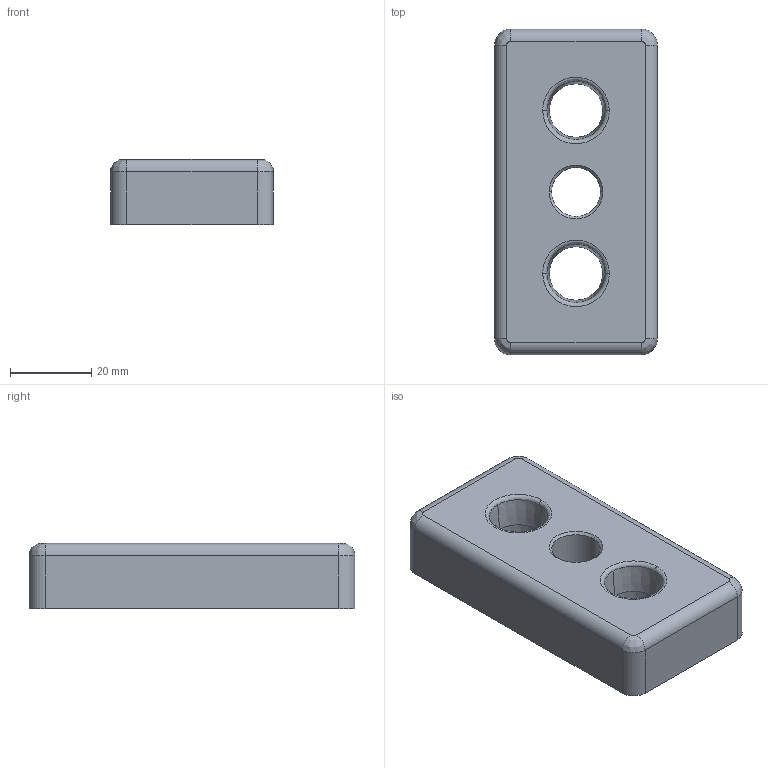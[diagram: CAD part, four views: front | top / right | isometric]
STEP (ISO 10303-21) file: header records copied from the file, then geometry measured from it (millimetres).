
FILE_DESCRIPTION (( 'STEP AP214' ), '1' );
FILE_NAME ('093t40801412s.STEP', '2014-09-05T11:16:07', ( '' ), ( '' ), 'SwSTEP 2.0', 'SolidWorks 2014', '' );
FILE_SCHEMA (( 'AUTOMOTIVE_DESIGN' ));
Length unit declared in the file: millimetre
Products named in the file (1): 093t40801412s
Bounding box: 40 x 80 x 16 mm (x, y, z)
Volume: 33093.2 mm3; surface area: 15276.5 mm2
Topology: 1 solids, 1 shells, 308 faces, 711 edges, 393 vertices
Faces by surface type: bspline 134, cylinder 120, plane 44, cone 10
Entity records: 14360 total; most frequent: CARTESIAN_POINT 4519, ORIENTED_EDGE 1378, DIRECTION 1354, EDGE_CURVE 689, AXIS2_PLACEMENT_3D 564, VERTEX_POINT 393, CIRCLE 389, EDGE_LOOP 324
